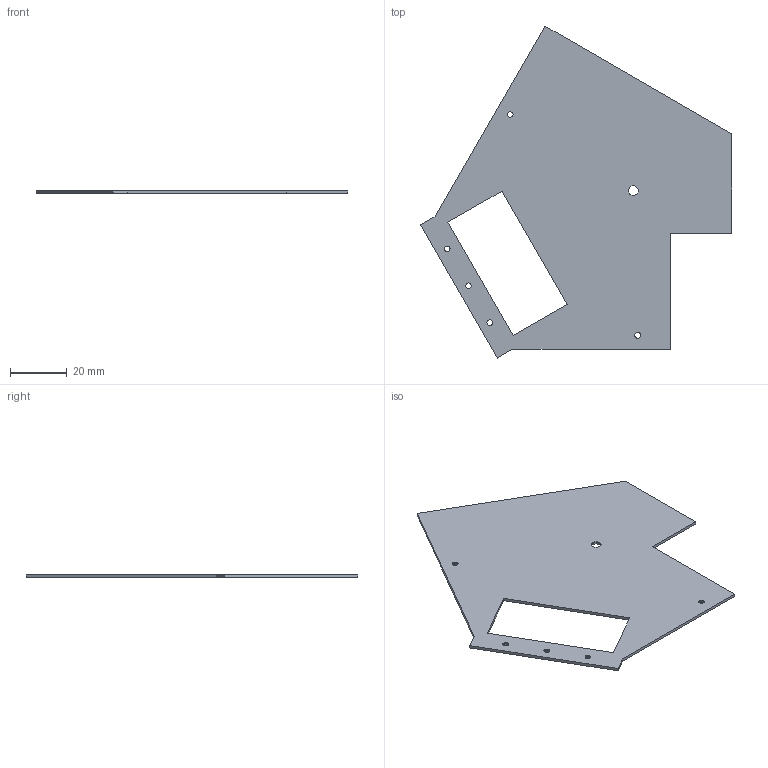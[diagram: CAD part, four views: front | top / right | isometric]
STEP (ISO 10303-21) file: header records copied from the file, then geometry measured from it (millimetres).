
FILE_DESCRIPTION(('FreeCAD Model'),'2;1');
FILE_NAME('Open CASCADE Shape Model','2024-02-27T23:29:57',(''),(''), 'Open CASCADE STEP processor 7.6','FreeCAD','Unknown');
FILE_SCHEMA(('AUTOMOTIVE_DESIGN { 1 0 10303 214 1 1 1 1 }'));
Length unit declared in the file: millimetre
Products named in the file (1): TopWall2001 (Solid)001
Bounding box: 109.76 x 117 x 1 mm (x, y, z)
Volume: 7141.3 mm3; surface area: 14834.1 mm2
Topology: 1 solids, 1 shells, 159 faces, 471 edges, 314 vertices
Faces by surface type: plane 159
Entity records: 11378 total; most frequent: CARTESIAN_POINT 1887, DIRECTION 1733, LINE 1413, VECTOR 1413, ORIENTED_EDGE 942, PCURVE 942, DEFINITIONAL_REPRESENTATION 942, EDGE_CURVE 471
